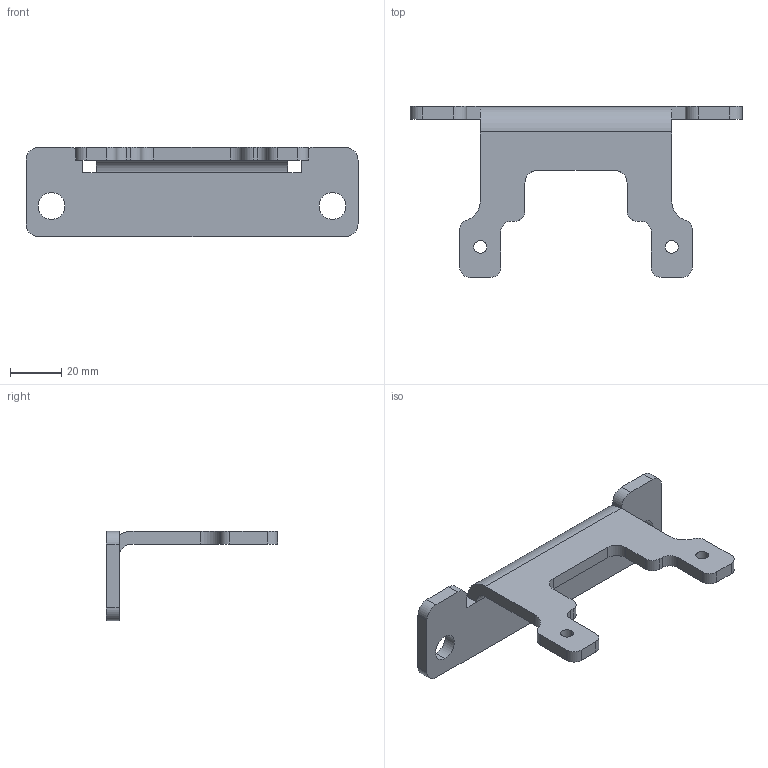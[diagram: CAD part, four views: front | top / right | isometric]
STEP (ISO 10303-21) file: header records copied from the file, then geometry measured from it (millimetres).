
FILE_DESCRIPTION (( 'STEP AP203' ), '1' );
FILE_NAME ('Contre-poids_Défaut_sldprt.STEP', '2017-09-14T07:31:36', ( '' ), ( '' ), 'SwSTEP 2.0', 'SolidWorks 2016', '' );
FILE_SCHEMA (( 'CONFIG_CONTROL_DESIGN' ));
Length unit declared in the file: millimetre
Products named in the file (1): Contre-poids_Défaut_sldprt
Bounding box: 130 x 67 x 35 mm (x, y, z)
Volume: 34409.6 mm3; surface area: 17068.7 mm2
Topology: 1 solids, 1 shells, 56 faces, 158 edges, 104 vertices
Faces by surface type: cylinder 30, plane 26
Entity records: 1923 total; most frequent: DIRECTION 332, CARTESIAN_POINT 319, ORIENTED_EDGE 316, EDGE_CURVE 158, AXIS2_PLACEMENT_3D 117, VERTEX_POINT 104, LINE 98, VECTOR 98
